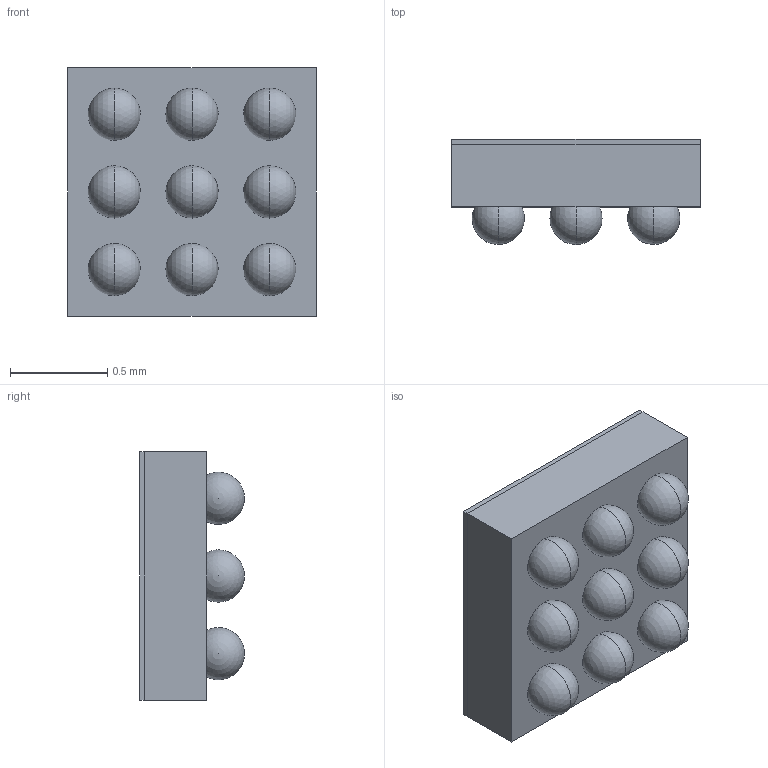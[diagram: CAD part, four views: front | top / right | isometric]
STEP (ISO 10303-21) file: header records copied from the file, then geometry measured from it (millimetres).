
FILE_DESCRIPTION (( 'STEP AP214' ), '1' );
FILE_NAME ('BMM350.STEP', '2025-03-04T13:05:07', ( 'LENOVO' ), ( '' ), 'SwSTEP 2.0', 'SolidWorks 2021', '' );
FILE_SCHEMA (( 'AUTOMOTIVE_DESIGN' ));
Length unit declared in the file: millimetre
Products named in the file (1): BMM350
Bounding box: 1.28 x 0.54 x 1.28 mm (x, y, z)
Volume: 0.6 mm3; surface area: 10.2 mm2
Topology: 12 solids, 12 shells, 45 faces, 117 edges, 78 vertices
Faces by surface type: plane 23, sphere 18, cylinder 4
Entity records: 1199 total; most frequent: DIRECTION 208, CARTESIAN_POINT 169, ORIENTED_EDGE 144, AXIS2_PLACEMENT_3D 90, EDGE_CURVE 72, VERTEX_POINT 51, EDGE_LOOP 47, ADVANCED_FACE 45
